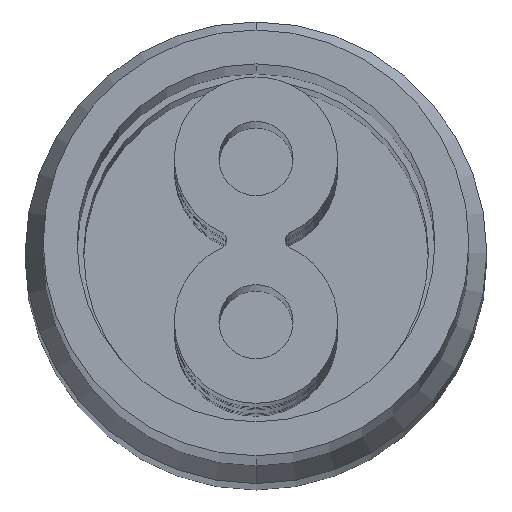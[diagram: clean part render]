
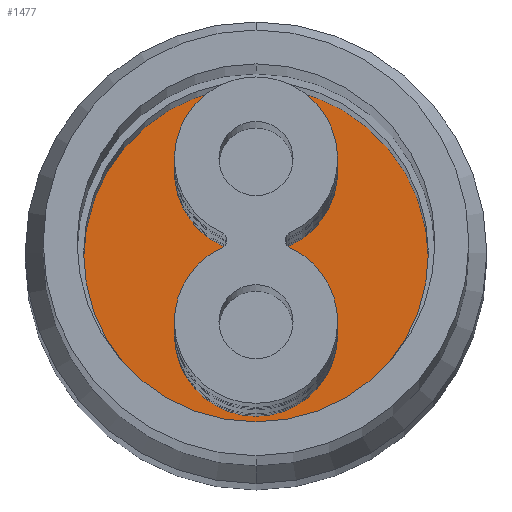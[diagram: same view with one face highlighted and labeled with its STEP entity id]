
A CAD part, top view. The second image highlights one B-rep face of the part: STEP entity #1477.
In plain terms, the highlighted planar face has unit normal (0, 0, 1).
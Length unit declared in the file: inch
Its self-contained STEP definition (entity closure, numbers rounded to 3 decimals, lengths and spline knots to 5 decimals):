
#1410=CARTESIAN_POINT('',(0.,0.,0.063));
#1411=DIRECTION('',(0.,0.,1.));
#1412=DIRECTION('',(1.,0.,0.));
#1413=AXIS2_PLACEMENT_3D('',#1410,#1411,#1412);
#1415=CARTESIAN_POINT('',(0.,0.,0.063));
#1416=DIRECTION('',(0.,0.,1.));
#1417=DIRECTION('',(-1.,0.,0.));
#1418=AXIS2_PLACEMENT_3D('',#1415,#1416,#1417);
#1424=CARTESIAN_POINT('',(0.094,0.,0.063));
#1425=CARTESIAN_POINT('',(-0.094,0.,0.063));
#1426=VERTEX_POINT('',#1424);
#1427=VERTEX_POINT('',#1425);
#1468=CARTESIAN_POINT('',(0.,0.,0.063));
#1469=DIRECTION('',(0.,0.,1.));
#1470=DIRECTION('',(1.,0.,0.));
#1471=AXIS2_PLACEMENT_3D('',#1468,#1469,#1470);
#1472=PLANE('',#1471);
#1473=ORIENTED_EDGE('',*,*,#1448,.F.);
#1474=ORIENTED_EDGE('',*,*,#1462,.F.);
#1475=EDGE_LOOP('',(#1473,#1474));
#1476=FACE_OUTER_BOUND('',#1475,.F.);
#1477=ADVANCED_FACE('',(#1476),#1472,.T.);
#1414=CIRCLE('',#1413,0.094);
#1419=CIRCLE('',#1418,0.094);
#1448=EDGE_CURVE('',#1426,#1427,#1414,.T.);
#1462=EDGE_CURVE('',#1427,#1426,#1419,.T.);
